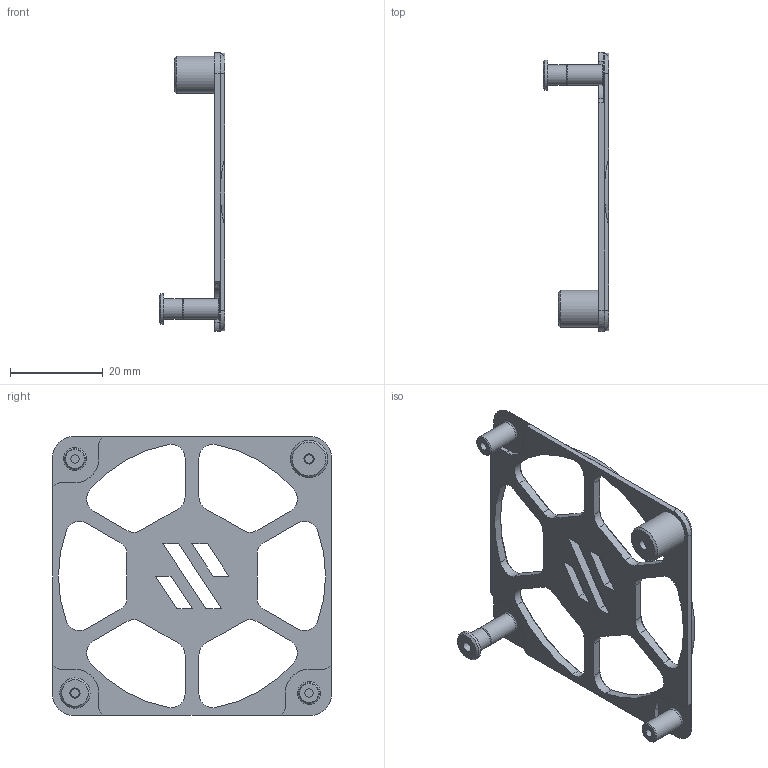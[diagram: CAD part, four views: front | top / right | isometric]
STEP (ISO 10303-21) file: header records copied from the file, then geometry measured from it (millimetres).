
FILE_DESCRIPTION(/* description */ (''),/* implementation_level */ '2;1');
FILE_NAME(/* name */ 'fan_grill_a.step',/* time_stamp */ '2020-05-11T18:42:55-07:00',/* author */ (''),/* organization */ (''),/* preprocessor_version */ 'ST-DEVELOPER v18.1',/* originating_system */ 'Autodesk Translation Framework v9.2.0.1227',/* authorisation */ '');
FILE_SCHEMA (('AUTOMOTIVE_DESIGN { 1 0 10303 214 3 1 1 }'));
Length unit declared in the file: millimetre
Products named in the file (3): fan_blank_a; Component2; Component3
Assembly tree (2 placements, depth 2):
  fan_blank_a
    Component2
    Component3
Bounding box: 14.2 x 60 x 60 mm (x, y, z)
Volume: 4388.2 mm3; surface area: 6146.8 mm2
Topology: 3 solids, 3 shells, 201 faces, 480 edges, 295 vertices
Faces by surface type: plane 97, cylinder 61, cone 40, torus 3
Full cylindrical faces by diameter (mm): 1.8 x4, 2.2 x2, 4.4 x5, 5.4 x1, 6.5 x1, 8 x1
Entity records: 5909 total; most frequent: DIRECTION 1070, CARTESIAN_POINT 981, ORIENTED_EDGE 960, EDGE_CURVE 480, AXIS2_PLACEMENT_3D 384, LINE 302, VECTOR 302, VERTEX_POINT 295
